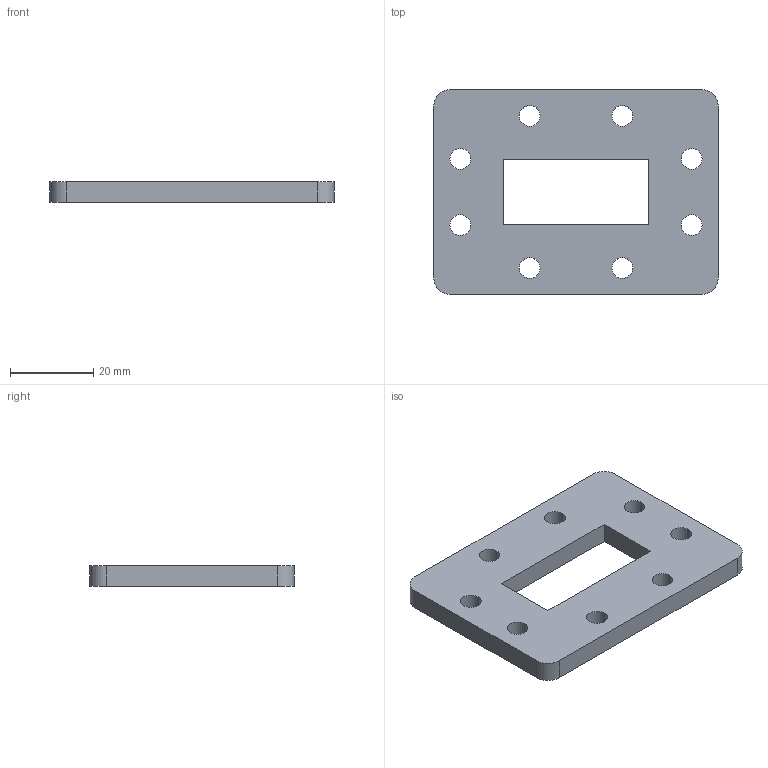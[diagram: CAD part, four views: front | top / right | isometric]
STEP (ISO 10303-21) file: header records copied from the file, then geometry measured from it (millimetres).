
FILE_DESCRIPTION (( 'STEP AP214' ), '1' );
FILE_NAME ('FMW137FS5_3D.step', '2023-09-18T18:44:35', ( '' ), ( '' ), 'SwSTEP 2.0', 'SolidWorks 2022', '' );
FILE_SCHEMA (( 'AUTOMOTIVE_DESIGN' ));
Length unit declared in the file: millimetre
Products named in the file (1): FMW137FS5_3D
Bounding box: 68.3 x 49.2 x 5 mm (x, y, z)
Volume: 12337.2 mm3; surface area: 9778 mm2
Topology: 2 solids, 2 shells, 75 faces, 204 edges, 136 vertices
Faces by surface type: cylinder 40, plane 35
Entity records: 2679 total; most frequent: DIRECTION 436, CARTESIAN_POINT 416, ORIENTED_EDGE 408, EDGE_CURVE 204, AXIS2_PLACEMENT_3D 156, VERTEX_POINT 136, LINE 124, VECTOR 124
